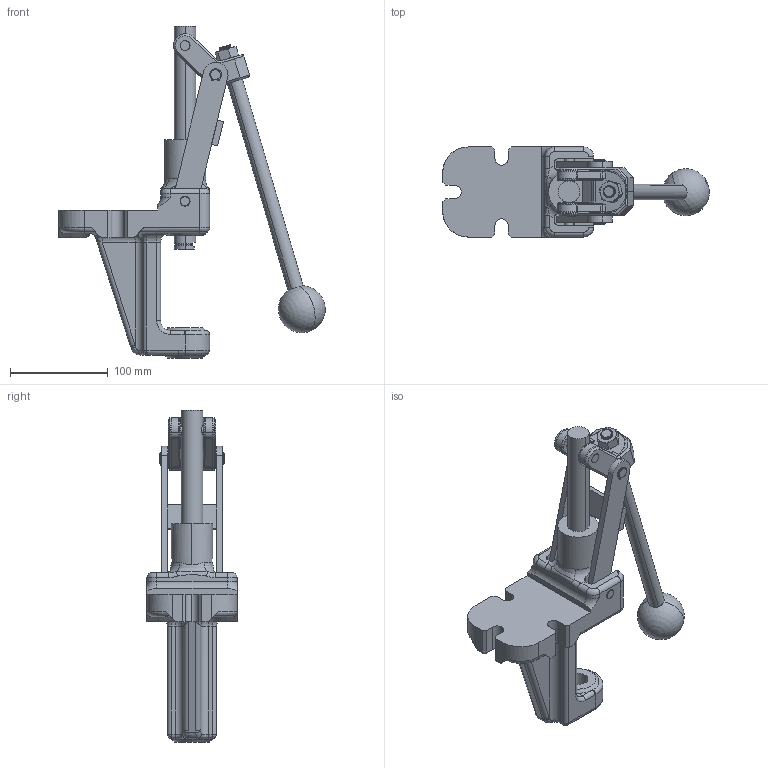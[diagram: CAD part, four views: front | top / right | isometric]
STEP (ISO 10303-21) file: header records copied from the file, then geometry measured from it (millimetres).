
FILE_DESCRIPTION (( 'STEP AP214' ), '1' );
FILE_NAME ('OS-2325 - POS-100-CONJ.STEP', '2019-08-16T13:26:40', ( '' ), ( '' ), 'SwSTEP 2.0', 'SolidWorks 2019', '' );
FILE_SCHEMA (( 'AUTOMOTIVE_DESIGN' ));
Length unit declared in the file: millimetre
Products named in the file (28): OS-2325 - POS-112; OS-2325 - POS-103 ; OS-2325 - POS-104  ; OS-2325 - POS-106 ; OS-2325 - POS-107; OS-2325 - POS-100-CONJ; OS-2325 - POS-111; OS-2325 - POS-110; OS-2325 - POS-108; OS-2325 - POS-102 ; OS-2325 - POS-109; OS-2325 - POS-101; OS-2325 - POS-105
Assembly tree (15 placements, depth 2):
  OS-2325 - POS-106 
  OS-2325 - POS-107
  OS-2325 - POS-100-CONJ
    OS-2325 - POS-101
    OS-2325 - POS-102 
    OS-2325 - POS-103   x2
    OS-2325 - POS-104    x2
    OS-2325 - POS-107
    OS-2325 - POS-106 
    OS-2325 - POS-108
    OS-2325 - POS-109  x2
    OS-2325 - POS-110
    OS-2325 - POS-111
    OS-2325 - POS-112
    OS-2325 - POS-105
  OS-2325 - POS-103 
  OS-2325 - POS-104  
Bounding box: 272.05 x 92.6 x 338.97 mm (x, y, z)
Volume: 1035360.3 mm3; surface area: 195518.2 mm2
Topology: 16 solids, 16 shells, 573 faces, 1427 edges, 881 vertices
Faces by surface type: cylinder 266, plane 163, cone 58, torus 47, bspline 33, sphere 6
Entity records: 24494 total; most frequent: CARTESIAN_POINT 10296, ORIENTED_EDGE 2650, DIRECTION 2564, EDGE_CURVE 1325, AXIS2_PLACEMENT_3D 1001, VERTEX_POINT 820, EDGE_LOOP 585, VECTOR 562
